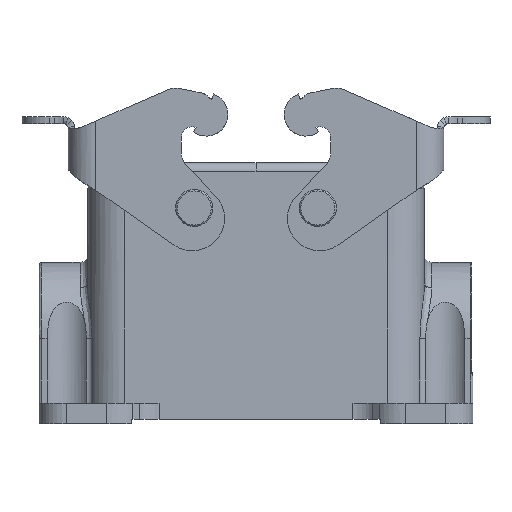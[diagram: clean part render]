
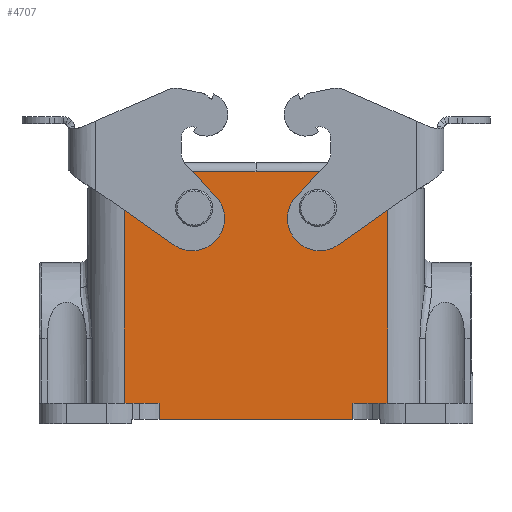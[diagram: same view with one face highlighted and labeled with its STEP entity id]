
A CAD part, front view. The second image highlights one B-rep face of the part: STEP entity #4707.
In plain terms, the highlighted planar face has unit normal (0, -1, 0).
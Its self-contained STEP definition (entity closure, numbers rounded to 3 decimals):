
#4486=FACE_BOUND('',#5911,.T.);
#4487=FACE_BOUND('',#5912,.T.);
#4488=FACE_BOUND('',#5913,.T.);
#4707=ADVANCED_FACE('',(#4486,#4487,#4488),#5245,.F.);
#5245=PLANE('',#12745);
#5911=EDGE_LOOP('',(#7006));
#5912=EDGE_LOOP('',(#7007,#7008,#7009,#7010,#7011,#7012,#7013,#7014,#7015,
#7016,#7017,#7018,#7019,#7020,#7021));
#5913=EDGE_LOOP('',(#7022));
#6565=CIRCLE('',#12743,1.9);
#6566=CIRCLE('',#12744,1.9);
#7006=ORIENTED_EDGE('',*,*,#10363,.T.);
#7007=ORIENTED_EDGE('',*,*,#10364,.F.);
#7008=ORIENTED_EDGE('',*,*,#10365,.T.);
#7009=ORIENTED_EDGE('',*,*,#10366,.T.);
#7010=ORIENTED_EDGE('',*,*,#10367,.F.);
#7011=ORIENTED_EDGE('',*,*,#10368,.F.);
#7012=ORIENTED_EDGE('',*,*,#10369,.F.);
#7013=ORIENTED_EDGE('',*,*,#10370,.T.);
#7014=ORIENTED_EDGE('',*,*,#10371,.F.);
#7015=ORIENTED_EDGE('',*,*,#10372,.F.);
#7016=ORIENTED_EDGE('',*,*,#10373,.F.);
#7017=ORIENTED_EDGE('',*,*,#10374,.F.);
#7018=ORIENTED_EDGE('',*,*,#10375,.F.);
#7019=ORIENTED_EDGE('',*,*,#10376,.F.);
#7020=ORIENTED_EDGE('',*,*,#10377,.F.);
#7021=ORIENTED_EDGE('',*,*,#10378,.F.);
#7022=ORIENTED_EDGE('',*,*,#10379,.T.);
#9524=VERTEX_POINT('',#15952);
#9525=VERTEX_POINT('',#15954);
#9526=VERTEX_POINT('',#15955);
#9527=VERTEX_POINT('',#15957);
#9528=VERTEX_POINT('',#15959);
#9529=VERTEX_POINT('',#15961);
#9530=VERTEX_POINT('',#15963);
#9531=VERTEX_POINT('',#15965);
#9532=VERTEX_POINT('',#15967);
#9533=VERTEX_POINT('',#15969);
#9534=VERTEX_POINT('',#15971);
#9535=VERTEX_POINT('',#15973);
#9536=VERTEX_POINT('',#15975);
#9537=VERTEX_POINT('',#15977);
#9538=VERTEX_POINT('',#15979);
#9539=VERTEX_POINT('',#15981);
#9540=VERTEX_POINT('',#15984);
#10363=EDGE_CURVE('',#9524,#9524,#6565,.T.);
#10364=EDGE_CURVE('',#9525,#9526,#11610,.T.);
#10365=EDGE_CURVE('',#9525,#9527,#11611,.T.);
#10366=EDGE_CURVE('',#9527,#9528,#11612,.T.);
#10367=EDGE_CURVE('',#9529,#9528,#11613,.T.);
#10368=EDGE_CURVE('',#9530,#9529,#11614,.T.);
#10369=EDGE_CURVE('',#9531,#9530,#11615,.T.);
#10370=EDGE_CURVE('',#9531,#9532,#11616,.T.);
#10371=EDGE_CURVE('',#9533,#9532,#11617,.T.);
#10372=EDGE_CURVE('',#9534,#9533,#11618,.T.);
#10373=EDGE_CURVE('',#9535,#9534,#11619,.T.);
#10374=EDGE_CURVE('',#9536,#9535,#11620,.T.);
#10375=EDGE_CURVE('',#9537,#9536,#11621,.T.);
#10376=EDGE_CURVE('',#9538,#9537,#11622,.T.);
#10377=EDGE_CURVE('',#9539,#9538,#11623,.T.);
#10378=EDGE_CURVE('',#9526,#9539,#11624,.T.);
#10379=EDGE_CURVE('',#9540,#9540,#6566,.T.);
#11610=LINE('',#15953,#12176);
#11611=LINE('',#15956,#12177);
#11612=LINE('',#15958,#12178);
#11613=LINE('',#15960,#12179);
#11614=LINE('',#15962,#12180);
#11615=LINE('',#15964,#12181);
#11616=LINE('',#15966,#12182);
#11617=LINE('',#15968,#12183);
#11618=LINE('',#15970,#12184);
#11619=LINE('',#15972,#12185);
#11620=LINE('',#15974,#12186);
#11621=LINE('',#15976,#12187);
#11622=LINE('',#15978,#12188);
#11623=LINE('',#15980,#12189);
#11624=LINE('',#15982,#12190);
#12176=VECTOR('',#13648,1.);
#12177=VECTOR('',#13649,1.);
#12178=VECTOR('',#13650,1.);
#12179=VECTOR('',#13651,1.);
#12180=VECTOR('',#13652,1.);
#12181=VECTOR('',#13653,1.);
#12182=VECTOR('',#13654,1.);
#12183=VECTOR('',#13655,1.);
#12184=VECTOR('',#13656,1.);
#12185=VECTOR('',#13657,1.);
#12186=VECTOR('',#13658,1.);
#12187=VECTOR('',#13659,1.);
#12188=VECTOR('',#13660,1.);
#12189=VECTOR('',#13661,1.);
#12190=VECTOR('',#13662,1.);
#12743=AXIS2_PLACEMENT_3D('',#15951,#13646,#13647);
#12744=AXIS2_PLACEMENT_3D('',#15983,#13663,#13664);
#12745=AXIS2_PLACEMENT_3D('',#15985,#13665,#13666);
#13646=DIRECTION('',(0.,1.,0.));
#13647=DIRECTION('',(0.,0.,1.));
#13648=DIRECTION('',(0.,0.,-1.));
#13649=DIRECTION('',(1.,0.,0.));
#13650=DIRECTION('',(1.,0.,0.));
#13651=DIRECTION('',(0.,0.,-1.));
#13652=DIRECTION('',(-1.,0.,0.));
#13653=DIRECTION('',(0.,0.,-1.));
#13654=DIRECTION('',(-1.,0.,0.));
#13655=DIRECTION('',(1.,0.,0.));
#13656=DIRECTION('',(0.,0.,1.));
#13657=DIRECTION('',(-1.,0.,0.));
#13658=DIRECTION('',(0.,0.,1.));
#13659=DIRECTION('',(-1.,0.,0.));
#13660=DIRECTION('',(-1.,0.,0.));
#13661=DIRECTION('',(0.,0.,1.));
#13662=DIRECTION('',(-1.,0.,0.));
#13663=DIRECTION('',(0.,1.,0.));
#13664=DIRECTION('',(0.,0.,1.));
#13665=DIRECTION('',(0.,1.,0.));
#13666=DIRECTION('',(0.,0.,1.));
#15951=CARTESIAN_POINT('',(-13.4,-21.5,45.8));
#15952=CARTESIAN_POINT('',(-13.4,-21.5,47.7));
#15953=CARTESIAN_POINT('',(21.015,-21.5,3.));
#15954=CARTESIAN_POINT('',(21.015,-21.5,3.5));
#15955=CARTESIAN_POINT('',(21.015,-21.5,0.));
#15956=CARTESIAN_POINT('',(-29.6,-21.5,3.5));
#15957=CARTESIAN_POINT('',(24.977,-21.5,3.5));
#15958=CARTESIAN_POINT('',(24.496,-21.5,3.5));
#15959=CARTESIAN_POINT('',(28.5,-21.5,3.5));
#15960=CARTESIAN_POINT('',(28.5,-21.5,50.));
#15961=CARTESIAN_POINT('',(28.5,-21.5,50.));
#15962=CARTESIAN_POINT('',(28.8,-21.5,50.));
#15963=CARTESIAN_POINT('',(28.8,-21.5,50.));
#15964=CARTESIAN_POINT('',(28.8,-21.5,53.6));
#15965=CARTESIAN_POINT('',(28.8,-21.5,53.6));
#15966=CARTESIAN_POINT('',(28.8,-21.5,53.6));
#15967=CARTESIAN_POINT('',(0.,-21.5,53.6));
#15968=CARTESIAN_POINT('',(-28.8,-21.5,53.6));
#15969=CARTESIAN_POINT('',(-28.8,-21.5,53.6));
#15970=CARTESIAN_POINT('',(-28.8,-21.5,50.));
#15971=CARTESIAN_POINT('',(-28.8,-21.5,50.));
#15972=CARTESIAN_POINT('',(28.8,-21.5,50.));
#15973=CARTESIAN_POINT('',(-28.5,-21.5,50.));
#15974=CARTESIAN_POINT('',(-28.5,-21.5,5.));
#15975=CARTESIAN_POINT('',(-28.5,-21.5,3.5));
#15976=CARTESIAN_POINT('',(-24.496,-21.5,3.5));
#15977=CARTESIAN_POINT('',(-24.977,-21.5,3.5));
#15978=CARTESIAN_POINT('',(-24.496,-21.5,3.5));
#15979=CARTESIAN_POINT('',(-21.015,-21.5,3.5));
#15980=CARTESIAN_POINT('',(-21.015,-21.5,0.));
#15981=CARTESIAN_POINT('',(-21.015,-21.5,0.));
#15982=CARTESIAN_POINT('',(21.015,-21.5,0.));
#15983=CARTESIAN_POINT('',(13.4,-21.5,45.8));
#15984=CARTESIAN_POINT('',(13.4,-21.5,47.7));
#15985=CARTESIAN_POINT('',(-29.6,-21.5,-1.1));
